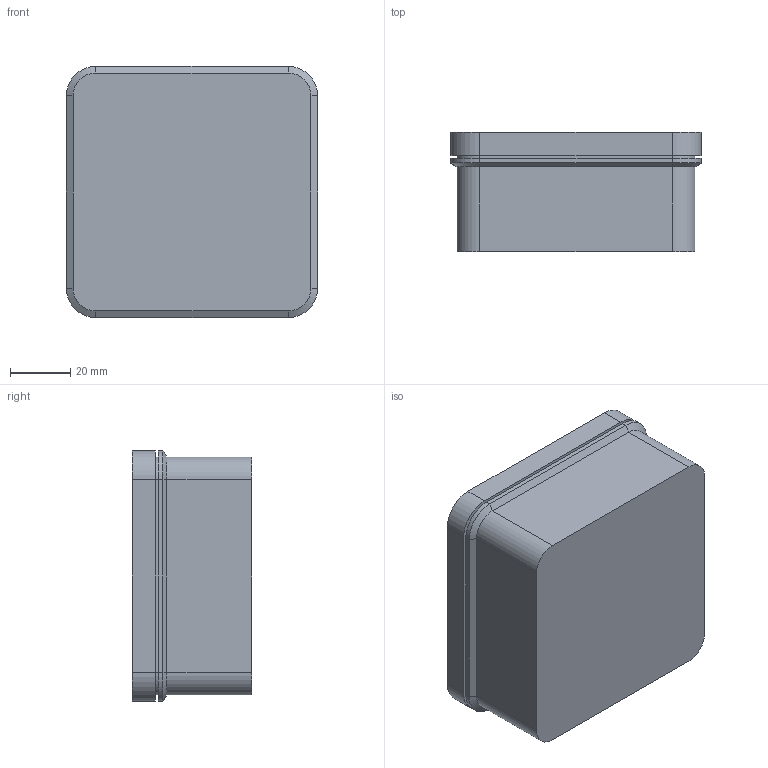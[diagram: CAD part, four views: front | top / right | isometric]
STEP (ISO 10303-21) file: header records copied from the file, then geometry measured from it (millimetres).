
FILE_DESCRIPTION (( 'STEP AP214' ), '1' );
FILE_NAME ('2001136_KSTP1.stp', '2018-06-21T14:54:18', ( '' ), ( '' ), 'SwSTEP 2.0', 'SolidWorks 2016', '' );
FILE_SCHEMA (( 'AUTOMOTIVE_DESIGN' ));
Length unit declared in the file: millimetre
Products named in the file (3): 2001136_KSTP1; ed210-01_Standard; ED210-02_Standard
Assembly tree (2 placements, depth 2):
  2001136_KSTP1
    ed210-01_Standard
    ED210-02_Standard
Bounding box: 83.4 x 39.7 x 83.4 mm (x, y, z)
Volume: 58127.2 mm3; surface area: 53978.8 mm2
Topology: 2 solids, 2 shells, 91 faces, 230 edges, 148 vertices
Faces by surface type: plane 52, cylinder 35, cone 4
Entity records: 2836 total; most frequent: DIRECTION 492, CARTESIAN_POINT 474, ORIENTED_EDGE 460, EDGE_CURVE 230, AXIS2_PLACEMENT_3D 166, VECTOR 160, LINE 160, VERTEX_POINT 148
